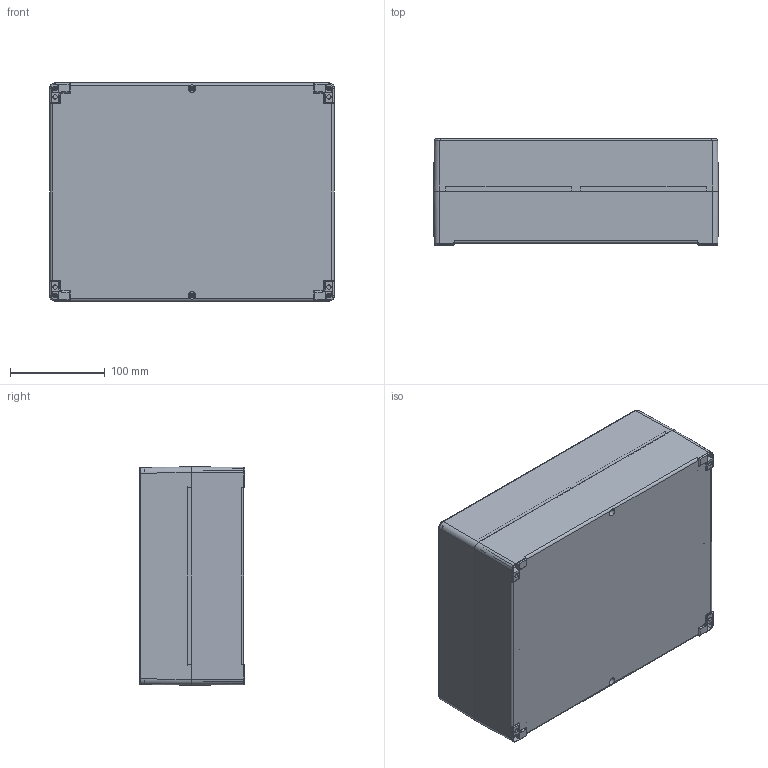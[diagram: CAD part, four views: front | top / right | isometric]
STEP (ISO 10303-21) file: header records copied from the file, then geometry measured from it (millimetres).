
FILE_DESCRIPTION((''),'2;1');
FILE_NAME('CT-891_ASM','2010-09-14T',('M.Fehring'),(''),'PRO/ENGINEER BY PARAMETRIC TECHNOLOGY CORPORATION, 2005070','PRO/ENGINEER BY PARAMETRIC TECHNOLOGY CORPORATION, 2005070','');
FILE_SCHEMA(('AUTOMOTIVE_DESIGN_CC2 { 1 2 10303 214 -1 1 5 2 }'));
Length unit declared in the file: millimetre
Products named in the file (6): CT-871_CT-891_UNTERTEIL; CT-891_DECKEL; 9501090000_001; 9266001000_EINBAU; 9501090000_ASM; CT-891_ASM
Assembly tree (10 placements, depth 3):
  CT-891_ASM
    CT-871_CT-891_UNTERTEIL
    CT-891_DECKEL
    9501090000_ASM  x6
      9501090000_001
      9266001000_EINBAU
Bounding box: 300 x 111.5 x 230 mm (x, y, z)
Volume: 853486.1 mm3; surface area: 538784.9 mm2
Topology: 14 solids, 14 shells, 967 faces, 2534 edges, 1590 vertices
Faces by surface type: plane 447, cylinder 270, cone 126, bspline 68, torus 40, sphere 12, extrusion 4
Entity records: 29750 total; most frequent: CARTESIAN_POINT 8206, ORIENTED_EDGE 3420, DIRECTION 3364, PRESENTATION_STYLE_ASSIGNMENT 1714, STYLED_ITEM 1714, CURVE_STYLE 1710, EDGE_CURVE 1710, AXIS2_PLACEMENT_3D 1189
